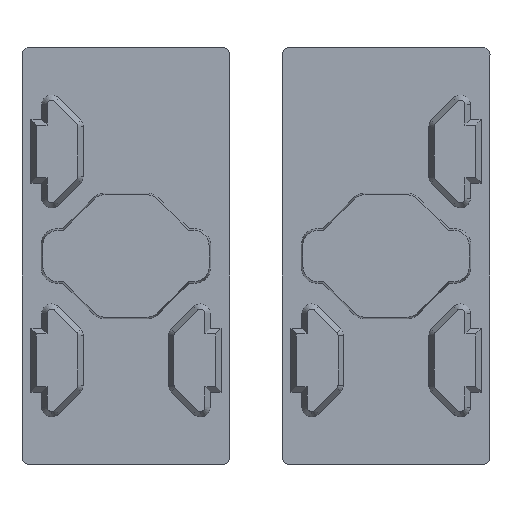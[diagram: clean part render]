
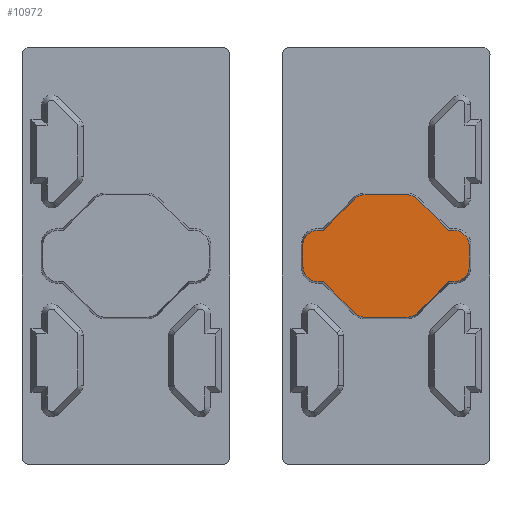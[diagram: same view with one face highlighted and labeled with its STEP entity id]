
A CAD part, top view. The second image highlights one B-rep face of the part: STEP entity #10972.
In plain terms, the highlighted planar face has unit normal (0, 0, 1).
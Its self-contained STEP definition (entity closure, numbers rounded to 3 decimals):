
#155=ELLIPSE('',#11575,39.267,38.1);
#156=ELLIPSE('',#11579,38.788,38.1);
#157=ELLIPSE('',#11582,38.788,38.1);
#158=ELLIPSE('',#11586,39.267,38.1);
#159=ELLIPSE('',#11589,39.267,38.1);
#160=ELLIPSE('',#11593,38.788,38.1);
#161=ELLIPSE('',#11596,38.788,38.1);
#162=ELLIPSE('',#11600,39.267,38.1);
#1441=FACE_OUTER_BOUND('',#2068,.T.);
#2068=EDGE_LOOP('',(#7879,#7880,#7881,#7882,#7883,#7884,#7885,#7886,#7887,
#7888,#7889,#7890,#7891,#7892,#7893,#7894,#7895,#7896,#7897,#7898));
#2702=LINE('',#17093,#3580);
#2705=LINE('',#17101,#3583);
#2707=LINE('',#17105,#3585);
#2710=LINE('',#17113,#3588);
#2713=LINE('',#17121,#3591);
#2715=LINE('',#17125,#3593);
#2719=LINE('',#17134,#3597);
#2722=LINE('',#17142,#3600);
#2724=LINE('',#17146,#3602);
#2726=LINE('',#17153,#3604);
#2729=LINE('',#17161,#3607);
#2731=LINE('',#17165,#3609);
#3580=VECTOR('',#13116,10.);
#3583=VECTOR('',#13125,10.);
#3585=VECTOR('',#13129,10.);
#3588=VECTOR('',#13138,10.);
#3591=VECTOR('',#13147,10.);
#3593=VECTOR('',#13151,10.);
#3597=VECTOR('',#13161,10.);
#3600=VECTOR('',#13170,10.);
#3602=VECTOR('',#13174,10.);
#3604=VECTOR('',#13182,10.);
#3607=VECTOR('',#13191,10.);
#3609=VECTOR('',#13195,10.);
#4499=VERTEX_POINT('',#17090);
#4500=VERTEX_POINT('',#17092);
#4501=VERTEX_POINT('',#17096);
#4502=VERTEX_POINT('',#17100);
#4503=VERTEX_POINT('',#17104);
#4504=VERTEX_POINT('',#17108);
#4505=VERTEX_POINT('',#17112);
#4506=VERTEX_POINT('',#17116);
#4507=VERTEX_POINT('',#17120);
#4508=VERTEX_POINT('',#17124);
#4509=VERTEX_POINT('',#17128);
#4510=VERTEX_POINT('',#17132);
#4511=VERTEX_POINT('',#17136);
#4512=VERTEX_POINT('',#17140);
#4513=VERTEX_POINT('',#17144);
#4514=VERTEX_POINT('',#17148);
#4515=VERTEX_POINT('',#17152);
#4516=VERTEX_POINT('',#17156);
#4517=VERTEX_POINT('',#17160);
#4518=VERTEX_POINT('',#17164);
#5662=EDGE_CURVE('',#4500,#4499,#2702,.T.);
#5664=EDGE_CURVE('',#4501,#4500,#155,.T.);
#5666=EDGE_CURVE('',#4502,#4501,#2705,.T.);
#5668=EDGE_CURVE('',#4503,#4502,#2707,.T.);
#5670=EDGE_CURVE('',#4504,#4503,#156,.T.);
#5672=EDGE_CURVE('',#4505,#4504,#2710,.T.);
#5674=EDGE_CURVE('',#4506,#4505,#157,.T.);
#5676=EDGE_CURVE('',#4507,#4506,#2713,.T.);
#5678=EDGE_CURVE('',#4508,#4507,#2715,.T.);
#5680=EDGE_CURVE('',#4509,#4508,#158,.T.);
#5683=EDGE_CURVE('',#4510,#4509,#2719,.T.);
#5685=EDGE_CURVE('',#4511,#4510,#159,.T.);
#5687=EDGE_CURVE('',#4512,#4511,#2722,.T.);
#5689=EDGE_CURVE('',#4513,#4512,#2724,.T.);
#5691=EDGE_CURVE('',#4514,#4513,#160,.T.);
#5692=EDGE_CURVE('',#4515,#4514,#2726,.T.);
#5694=EDGE_CURVE('',#4516,#4515,#161,.T.);
#5696=EDGE_CURVE('',#4517,#4516,#2729,.T.);
#5698=EDGE_CURVE('',#4518,#4517,#2731,.T.);
#5700=EDGE_CURVE('',#4499,#4518,#162,.T.);
#7879=ORIENTED_EDGE('',*,*,#5700,.T.);
#7880=ORIENTED_EDGE('',*,*,#5698,.T.);
#7881=ORIENTED_EDGE('',*,*,#5696,.T.);
#7882=ORIENTED_EDGE('',*,*,#5694,.T.);
#7883=ORIENTED_EDGE('',*,*,#5692,.T.);
#7884=ORIENTED_EDGE('',*,*,#5691,.T.);
#7885=ORIENTED_EDGE('',*,*,#5689,.T.);
#7886=ORIENTED_EDGE('',*,*,#5687,.T.);
#7887=ORIENTED_EDGE('',*,*,#5685,.T.);
#7888=ORIENTED_EDGE('',*,*,#5683,.T.);
#7889=ORIENTED_EDGE('',*,*,#5680,.T.);
#7890=ORIENTED_EDGE('',*,*,#5678,.T.);
#7891=ORIENTED_EDGE('',*,*,#5676,.T.);
#7892=ORIENTED_EDGE('',*,*,#5674,.T.);
#7893=ORIENTED_EDGE('',*,*,#5672,.T.);
#7894=ORIENTED_EDGE('',*,*,#5670,.T.);
#7895=ORIENTED_EDGE('',*,*,#5668,.T.);
#7896=ORIENTED_EDGE('',*,*,#5666,.T.);
#7897=ORIENTED_EDGE('',*,*,#5664,.T.);
#7898=ORIENTED_EDGE('',*,*,#5662,.T.);
#10710=PLANE('',#11694);
#10972=ADVANCED_FACE('',(#1441),#10710,.T.);
#11575=AXIS2_PLACEMENT_3D('',#17097,#13120,#13121);
#11579=AXIS2_PLACEMENT_3D('',#17109,#13133,#13134);
#11582=AXIS2_PLACEMENT_3D('',#17117,#13142,#13143);
#11586=AXIS2_PLACEMENT_3D('',#17129,#13155,#13156);
#11589=AXIS2_PLACEMENT_3D('',#17138,#13165,#13166);
#11593=AXIS2_PLACEMENT_3D('',#17150,#13178,#13179);
#11596=AXIS2_PLACEMENT_3D('',#17157,#13186,#13187);
#11600=AXIS2_PLACEMENT_3D('',#17168,#13199,#13200);
#11694=AXIS2_PLACEMENT_3D('',#17764,#13492,#13493);
#13116=DIRECTION('',(0.,-1.,0.));
#13120=DIRECTION('center_axis',(0.,0.,1.));
#13121=DIRECTION('ref_axis',(-0.707,0.707,0.));
#13125=DIRECTION('',(-1.,0.,0.));
#13129=DIRECTION('',(-0.707,-0.707,0.));
#13133=DIRECTION('center_axis',(0.,0.,1.));
#13134=DIRECTION('ref_axis',(-0.383,0.924,0.));
#13138=DIRECTION('',(-1.,0.,0.));
#13142=DIRECTION('center_axis',(0.,0.,1.));
#13143=DIRECTION('ref_axis',(0.383,0.924,0.));
#13147=DIRECTION('',(-0.707,0.707,0.));
#13151=DIRECTION('',(-1.,0.,0.));
#13155=DIRECTION('center_axis',(0.,0.,1.));
#13156=DIRECTION('ref_axis',(0.707,0.707,0.));
#13161=DIRECTION('',(0.,1.,0.));
#13165=DIRECTION('center_axis',(0.,0.,1.));
#13166=DIRECTION('ref_axis',(0.707,-0.707,0.));
#13170=DIRECTION('',(1.,0.,0.));
#13174=DIRECTION('',(0.707,0.707,0.));
#13178=DIRECTION('center_axis',(0.,0.,1.));
#13179=DIRECTION('ref_axis',(0.383,-0.924,0.));
#13182=DIRECTION('',(1.,0.,0.));
#13186=DIRECTION('center_axis',(0.,0.,1.));
#13187=DIRECTION('ref_axis',(-0.383,-0.924,0.));
#13191=DIRECTION('',(0.707,-0.707,0.));
#13195=DIRECTION('',(1.,0.,0.));
#13199=DIRECTION('center_axis',(0.,0.,1.));
#13200=DIRECTION('ref_axis',(-0.707,-0.707,0.));
#13492=DIRECTION('center_axis',(0.,0.,1.));
#13493=DIRECTION('ref_axis',(1.,0.,0.));
#17090=CARTESIAN_POINT('',(683.033,481.794,71.12));
#17092=CARTESIAN_POINT('',(683.033,531.666,71.12));
#17093=CARTESIAN_POINT('',(683.033,506.73,71.12));
#17096=CARTESIAN_POINT('',(720.554,569.187,71.12));
#17097=CARTESIAN_POINT('Origin',(721.721,530.499,71.12));
#17100=CARTESIAN_POINT('',(732.839,569.187,71.12));
#17101=CARTESIAN_POINT('',(805.31,569.187,71.12));
#17104=CARTESIAN_POINT('',(808.209,644.557,71.12));
#17105=CARTESIAN_POINT('',(774.417,610.765,71.12));
#17108=CARTESIAN_POINT('',(834.741,655.547,71.12));
#17109=CARTESIAN_POINT('Origin',(835.224,616.859,71.12));
#17112=CARTESIAN_POINT('',(935.639,655.547,71.12));
#17113=CARTESIAN_POINT('',(885.19,655.547,71.12));
#17116=CARTESIAN_POINT('',(962.171,644.557,71.12));
#17117=CARTESIAN_POINT('Origin',(935.156,616.859,71.12));
#17120=CARTESIAN_POINT('',(1037.541,569.187,71.12));
#17121=CARTESIAN_POINT('',(995.962,610.765,71.12));
#17124=CARTESIAN_POINT('',(1049.826,569.187,71.12));
#17125=CARTESIAN_POINT('',(965.07,569.187,71.12));
#17128=CARTESIAN_POINT('',(1087.347,531.666,71.12));
#17129=CARTESIAN_POINT('Origin',(1048.659,530.499,71.12));
#17132=CARTESIAN_POINT('',(1087.347,481.794,71.12));
#17134=CARTESIAN_POINT('',(1087.347,506.73,71.12));
#17136=CARTESIAN_POINT('',(1049.826,444.273,71.12));
#17138=CARTESIAN_POINT('Origin',(1048.659,482.961,71.12));
#17140=CARTESIAN_POINT('',(1037.541,444.273,71.12));
#17142=CARTESIAN_POINT('',(965.07,444.273,71.12));
#17144=CARTESIAN_POINT('',(962.171,368.903,71.12));
#17146=CARTESIAN_POINT('',(995.963,402.695,71.12));
#17148=CARTESIAN_POINT('',(935.639,357.913,71.12));
#17150=CARTESIAN_POINT('Origin',(935.156,396.601,71.12));
#17152=CARTESIAN_POINT('',(834.741,357.913,71.12));
#17153=CARTESIAN_POINT('',(885.19,357.913,71.12));
#17156=CARTESIAN_POINT('',(808.209,368.903,71.12));
#17157=CARTESIAN_POINT('Origin',(835.224,396.601,71.12));
#17160=CARTESIAN_POINT('',(732.839,444.273,71.12));
#17161=CARTESIAN_POINT('',(774.417,402.695,71.12));
#17164=CARTESIAN_POINT('',(720.554,444.273,71.12));
#17165=CARTESIAN_POINT('',(805.31,444.273,71.12));
#17168=CARTESIAN_POINT('Origin',(721.721,482.961,71.12));
#17764=CARTESIAN_POINT('Origin',(885.19,506.73,71.12));
